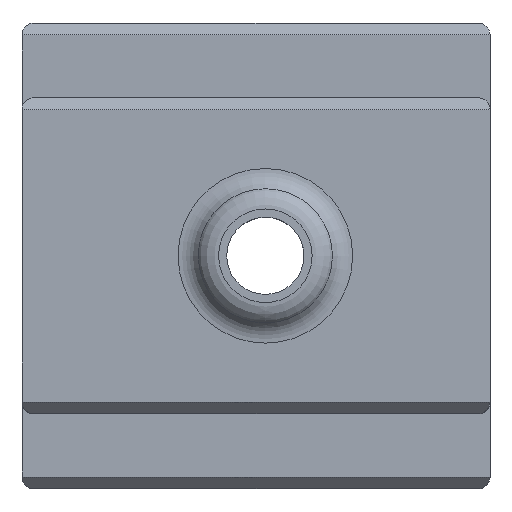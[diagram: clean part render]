
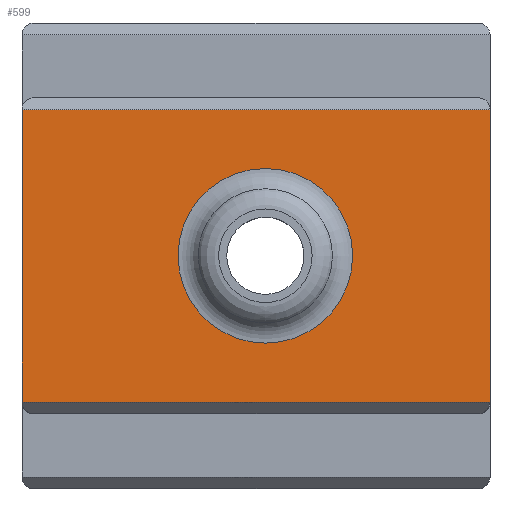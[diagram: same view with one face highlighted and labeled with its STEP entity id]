
A CAD part, top view. The second image highlights one B-rep face of the part: STEP entity #599.
In plain terms, the highlighted planar face has unit normal (0, 0, 1).
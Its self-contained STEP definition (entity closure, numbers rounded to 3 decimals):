
#42=CIRCLE('',#660,3.732);
#56=FACE_BOUND('',#104,.T.);
#64=FACE_OUTER_BOUND('',#103,.T.);
#103=EDGE_LOOP('',(#422,#423,#424,#425));
#104=EDGE_LOOP('',(#426));
#162=LINE('',#962,#221);
#163=LINE('',#964,#222);
#164=LINE('',#966,#223);
#165=LINE('',#967,#224);
#221=VECTOR('',#755,1.);
#222=VECTOR('',#756,1.);
#223=VECTOR('',#757,1.);
#224=VECTOR('',#758,1.);
#281=VERTEX_POINT('',#960);
#282=VERTEX_POINT('',#961);
#283=VERTEX_POINT('',#963);
#284=VERTEX_POINT('',#965);
#285=VERTEX_POINT('',#968);
#335=EDGE_CURVE('',#281,#282,#162,.T.);
#336=EDGE_CURVE('',#282,#283,#163,.T.);
#337=EDGE_CURVE('',#284,#283,#164,.T.);
#338=EDGE_CURVE('',#281,#284,#165,.T.);
#339=EDGE_CURVE('',#285,#285,#42,.T.);
#422=ORIENTED_EDGE('',*,*,#335,.T.);
#423=ORIENTED_EDGE('',*,*,#336,.T.);
#424=ORIENTED_EDGE('',*,*,#337,.F.);
#425=ORIENTED_EDGE('',*,*,#338,.F.);
#426=ORIENTED_EDGE('',*,*,#339,.F.);
#574=PLANE('',#659);
#599=ADVANCED_FACE('',(#64,#56),#574,.F.);
#659=AXIS2_PLACEMENT_3D('',#959,#753,#754);
#660=AXIS2_PLACEMENT_3D('',#969,#759,#760);
#753=DIRECTION('center_axis',(0.,0.,
-1.));
#754=DIRECTION('ref_axis',(0.,-1.,0.));
#755=DIRECTION('',(1.,0.,0.));
#756=DIRECTION('',(0.,1.,0.));
#757=DIRECTION('',(1.,0.,0.));
#758=DIRECTION('',(0.,1.,0.));
#759=DIRECTION('center_axis',(0.,0.,1.));
#760=DIRECTION('ref_axis',(0.,1.,0.));
#959=CARTESIAN_POINT('Origin',(708.5,462.5,605.5));
#960=CARTESIAN_POINT('',(683.5,463.25,605.5));
#961=CARTESIAN_POINT('',(703.5,463.25,605.5));
#962=CARTESIAN_POINT('',(693.5,463.25,605.5));
#963=CARTESIAN_POINT('',(703.5,475.75,605.5));
#964=CARTESIAN_POINT('',(703.5,462.5,605.5));
#965=CARTESIAN_POINT('',(683.5,475.75,605.5));
#966=CARTESIAN_POINT('',(693.5,475.75,605.5));
#967=CARTESIAN_POINT('',(683.5,462.5,605.5));
#968=CARTESIAN_POINT('',(693.9,465.768,605.5));
#969=CARTESIAN_POINT('Origin',(693.9,469.5,605.5));
